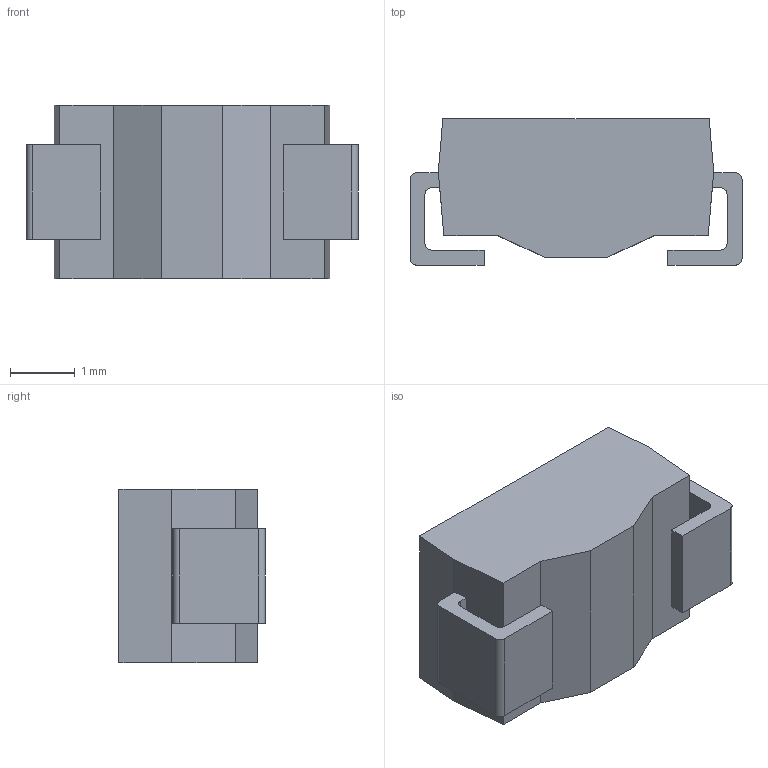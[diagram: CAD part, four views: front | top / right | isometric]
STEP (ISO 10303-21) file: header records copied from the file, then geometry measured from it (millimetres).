
FILE_DESCRIPTION( ( 'Unknown' ), '1' );
FILE_NAME( 'DO-214AC_Bidirectional.stp', 'Unknown', ( 'Unknown' ), ( 'Unknown' ), 'PSStep 17.0.49', 'Unknown', ' ' );
FILE_SCHEMA( ( 'AUTOMOTIVE_DESIGN { 1 0 10303 214 1 1 1 1 }' ) );
Length unit declared in the file: millimetre
Products named in the file (1): SMAJ-ALL
Bounding box: 5.11 x 2.25 x 2.67 mm (x, y, z)
Volume: 23.2 mm3; surface area: 64.5 mm2
Topology: 1 solids, 1 shells, 110 faces, 288 edges, 192 vertices
Faces by surface type: plane 86, extrusion 16, cylinder 8
Entity records: 4872 total; most frequent: CARTESIAN_POINT 1491, ORIENTED_EDGE 574, DIRECTION 385, EDGE_CURVE 287, VERTEX_POINT 192, VECTOR 163, LINE 147, B_SPLINE_CURVE_WITH_KNOTS 140
